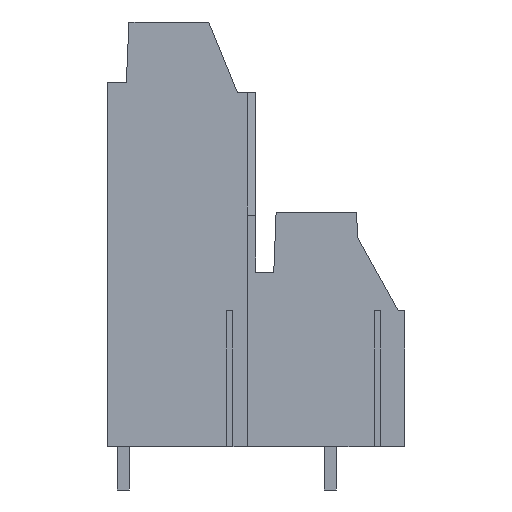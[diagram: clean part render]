
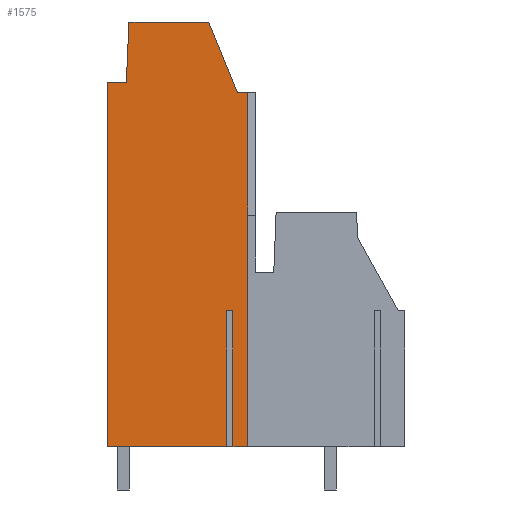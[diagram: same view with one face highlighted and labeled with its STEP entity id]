
A CAD part, left-side view. The second image highlights one B-rep face of the part: STEP entity #1575.
In plain terms, the highlighted planar face has unit normal (-1, 0, 0).
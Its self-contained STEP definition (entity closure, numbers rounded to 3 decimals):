
#1509=AXIS2_PLACEMENT_3D('Plane Axis2P3D',#1506,#1507,#1508) ;
#709=CARTESIAN_POINT('Line Origine',(0.,12.12,3.2)) ;
#713=CARTESIAN_POINT('Vertex',(0.,11.574,3.2)) ;
#715=CARTESIAN_POINT('Vertex',(0.,12.665,3.2)) ;
#764=CARTESIAN_POINT('Vertex',(0.,13.115,3.2)) ;
#767=CARTESIAN_POINT('Line Origine',(0.,17.528,3.2)) ;
#771=CARTESIAN_POINT('Vertex',(0.,21.94,3.2)) ;
#1280=CARTESIAN_POINT('Vertex',(0.,11.574,29.26)) ;
#1283=CARTESIAN_POINT('Line Origine',(0.,11.574,16.23)) ;
#1489=CARTESIAN_POINT('Vertex',(0.,12.337,29.26)) ;
#1492=CARTESIAN_POINT('Line Origine',(0.,11.956,29.26)) ;
#1506=CARTESIAN_POINT('Axis2P3D Location',(0.,11.,17.2)) ;
#1512=CARTESIAN_POINT('Control Point',(0.,20.328,34.47)) ;
#1513=CARTESIAN_POINT('Control Point',(0.,20.521,30.05)) ;
#1514=CARTESIAN_POINT('Vertex',(0.,20.328,34.47)) ;
#1516=CARTESIAN_POINT('Vertex',(0.,20.521,30.05)) ;
#1519=CARTESIAN_POINT('Line Origine',(0.,16.853,30.05)) ;
#1523=CARTESIAN_POINT('Vertex',(0.,21.94,30.05)) ;
#1526=CARTESIAN_POINT('Line Origine',(0.,21.94,34.47)) ;
#1531=CARTESIAN_POINT('Line Origine',(0.,13.115,34.47)) ;
#1535=CARTESIAN_POINT('Vertex',(0.,13.115,13.2)) ;
#1538=CARTESIAN_POINT('Line Origine',(0.,16.853,13.2)) ;
#1542=CARTESIAN_POINT('Vertex',(0.,12.665,13.2)) ;
#1545=CARTESIAN_POINT('Line Origine',(0.,12.665,34.47)) ;
#1551=CARTESIAN_POINT('Control Point',(0.,12.337,29.26)) ;
#1552=CARTESIAN_POINT('Control Point',(0.,14.449,34.47)) ;
#1553=CARTESIAN_POINT('Vertex',(0.,14.449,34.47)) ;
#1556=CARTESIAN_POINT('Line Origine',(0.,16.853,34.47)) ;
#710=DIRECTION('Vector Direction',(0.,1.,0.)) ;
#768=DIRECTION('Vector Direction',(0.,1.,0.)) ;
#1284=DIRECTION('Vector Direction',(0.,0.,-1.)) ;
#1493=DIRECTION('Vector Direction',(0.,1.,0.)) ;
#1507=DIRECTION('Axis2P3D Direction',(1.,0.,0.)) ;
#1508=DIRECTION('Axis2P3D XDirection',(0.,1.,0.)) ;
#1520=DIRECTION('Vector Direction',(0.,1.,0.)) ;
#1527=DIRECTION('Vector Direction',(0.,0.,1.)) ;
#1532=DIRECTION('Vector Direction',(0.,0.,1.)) ;
#1539=DIRECTION('Vector Direction',(0.,1.,0.)) ;
#1546=DIRECTION('Vector Direction',(0.,0.,1.)) ;
#1557=DIRECTION('Vector Direction',(0.,1.,0.)) ;
#711=VECTOR('Line Direction',#710,1.) ;
#769=VECTOR('Line Direction',#768,1.) ;
#1285=VECTOR('Line Direction',#1284,1.) ;
#1494=VECTOR('Line Direction',#1493,1.) ;
#1521=VECTOR('Line Direction',#1520,1.) ;
#1528=VECTOR('Line Direction',#1527,1.) ;
#1533=VECTOR('Line Direction',#1532,1.) ;
#1540=VECTOR('Line Direction',#1539,1.) ;
#1547=VECTOR('Line Direction',#1546,1.) ;
#1558=VECTOR('Line Direction',#1557,1.) ;
#1562=ORIENTED_EDGE('',*,*,#1518,.T.) ;
#1563=ORIENTED_EDGE('',*,*,#1525,.T.) ;
#1564=ORIENTED_EDGE('',*,*,#1530,.T.) ;
#1565=ORIENTED_EDGE('',*,*,#773,.F.) ;
#1566=ORIENTED_EDGE('',*,*,#1537,.T.) ;
#1567=ORIENTED_EDGE('',*,*,#1544,.T.) ;
#1568=ORIENTED_EDGE('',*,*,#1549,.F.) ;
#1569=ORIENTED_EDGE('',*,*,#717,.F.) ;
#1570=ORIENTED_EDGE('',*,*,#1287,.F.) ;
#1571=ORIENTED_EDGE('',*,*,#1496,.T.) ;
#1572=ORIENTED_EDGE('',*,*,#1555,.T.) ;
#1573=ORIENTED_EDGE('',*,*,#1560,.T.) ;
#1575=ADVANCED_FACE('housing',(#1574),#1510,.F.) ;
#1511=B_SPLINE_CURVE_WITH_KNOTS('',1,(#1512,#1513),.UNSPECIFIED.,.F.,.U.,(2,2),(-2.212,2.212),.UNSPECIFIED.) ;
#1550=B_SPLINE_CURVE_WITH_KNOTS('',1,(#1551,#1552),.UNSPECIFIED.,.F.,.U.,(2,2),(-2.811,2.811),.UNSPECIFIED.) ;
#717=EDGE_CURVE('',#714,#716,#712,.T.) ;
#773=EDGE_CURVE('',#765,#772,#770,.T.) ;
#1287=EDGE_CURVE('',#1281,#714,#1286,.T.) ;
#1496=EDGE_CURVE('',#1281,#1490,#1495,.T.) ;
#1518=EDGE_CURVE('',#1515,#1517,#1511,.T.) ;
#1525=EDGE_CURVE('',#1517,#1524,#1522,.T.) ;
#1530=EDGE_CURVE('',#1524,#772,#1529,.F.) ;
#1537=EDGE_CURVE('',#765,#1536,#1534,.T.) ;
#1544=EDGE_CURVE('',#1536,#1543,#1541,.F.) ;
#1549=EDGE_CURVE('',#716,#1543,#1548,.T.) ;
#1555=EDGE_CURVE('',#1490,#1554,#1550,.T.) ;
#1560=EDGE_CURVE('',#1554,#1515,#1559,.T.) ;
#1561=EDGE_LOOP('',(#1562,#1563,#1564,#1565,#1566,#1567,#1568,#1569,#1570,#1571,#1572,#1573)) ;
#1574=FACE_OUTER_BOUND('',#1561,.T.) ;
#712=LINE('Line',#709,#711) ;
#770=LINE('Line',#767,#769) ;
#1286=LINE('Line',#1283,#1285) ;
#1495=LINE('Line',#1492,#1494) ;
#1522=LINE('Line',#1519,#1521) ;
#1529=LINE('Line',#1526,#1528) ;
#1534=LINE('Line',#1531,#1533) ;
#1541=LINE('Line',#1538,#1540) ;
#1548=LINE('Line',#1545,#1547) ;
#1559=LINE('Line',#1556,#1558) ;
#1510=PLANE('',#1509) ;
#714=VERTEX_POINT('',#713) ;
#716=VERTEX_POINT('',#715) ;
#765=VERTEX_POINT('',#764) ;
#772=VERTEX_POINT('',#771) ;
#1281=VERTEX_POINT('',#1280) ;
#1490=VERTEX_POINT('',#1489) ;
#1515=VERTEX_POINT('',#1514) ;
#1517=VERTEX_POINT('',#1516) ;
#1524=VERTEX_POINT('',#1523) ;
#1536=VERTEX_POINT('',#1535) ;
#1543=VERTEX_POINT('',#1542) ;
#1554=VERTEX_POINT('',#1553) ;
